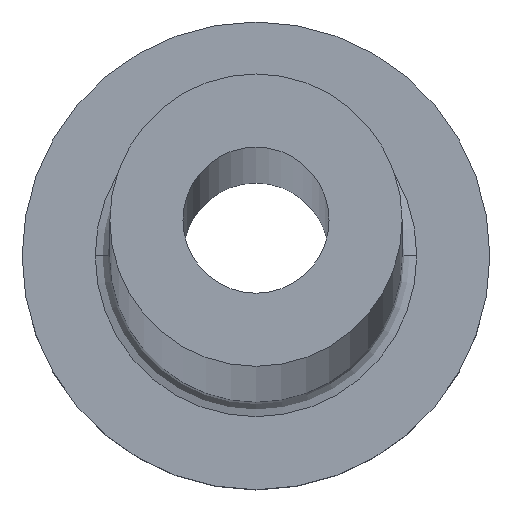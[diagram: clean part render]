
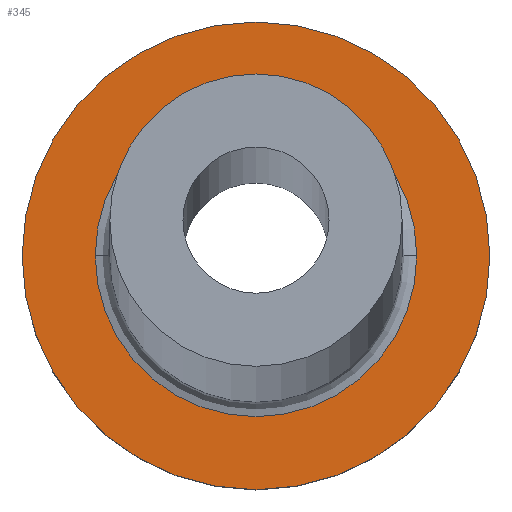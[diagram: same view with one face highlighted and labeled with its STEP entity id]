
A CAD part, top view. The second image highlights one B-rep face of the part: STEP entity #345.
In plain terms, the highlighted planar face has unit normal (0, 0, 1).
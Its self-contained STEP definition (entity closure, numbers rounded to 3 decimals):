
#4 = CIRCLE ( 'NONE', #168, 5.5 ) ;
#9 = DIRECTION ( 'NONE',  ( 1., 0., 0. ) ) ;
#22 = CIRCLE ( 'NONE', #232, 8. ) ;
#24 = CARTESIAN_POINT ( 'NONE',  ( -8., 0., 5. ) ) ;
#30 = EDGE_LOOP ( 'NONE', ( #244, #328 ) ) ;
#31 = EDGE_CURVE ( 'NONE', #180, #145, #321, .T. ) ;
#71 = VERTEX_POINT ( 'NONE', #106 ) ;
#72 = CARTESIAN_POINT ( 'NONE',  ( 0., 0., 5. ) ) ;
#83 = CARTESIAN_POINT ( 'NONE',  ( 0., 0., 5. ) ) ;
#85 = EDGE_CURVE ( 'NONE', #145, #180, #4, .T. ) ;
#103 = AXIS2_PLACEMENT_3D ( 'NONE', #72, #304, #9 ) ;
#105 = PLANE ( 'NONE',  #337 ) ;
#106 = CARTESIAN_POINT ( 'NONE',  ( 8., 0., 5. ) ) ;
#119 = ORIENTED_EDGE ( 'NONE', *, *, #31, .T. ) ;
#121 = CIRCLE ( 'NONE', #103, 8. ) ;
#131 = CARTESIAN_POINT ( 'NONE',  ( 0., 0., 5. ) ) ;
#134 = FACE_BOUND ( 'NONE', #290, .T. ) ;
#145 = VERTEX_POINT ( 'NONE', #181 ) ;
#158 = EDGE_CURVE ( 'NONE', #295, #71, #121, .T. ) ;
#168 = AXIS2_PLACEMENT_3D ( 'NONE', #83, #320, #231 ) ;
#175 = ORIENTED_EDGE ( 'NONE', *, *, #85, .T. ) ;
#179 = AXIS2_PLACEMENT_3D ( 'NONE', #131, #255, #257 ) ;
#180 = VERTEX_POINT ( 'NONE', #331 ) ;
#181 = CARTESIAN_POINT ( 'NONE',  ( 5.5, 0., 5. ) ) ;
#214 = EDGE_CURVE ( 'NONE', #71, #295, #22, .T. ) ;
#216 = DIRECTION ( 'NONE',  ( 0., 0., 1. ) ) ;
#218 = DIRECTION ( 'NONE',  ( 1., 0., 0. ) ) ;
#231 = DIRECTION ( 'NONE',  ( 1., 0., 0. ) ) ;
#232 = AXIS2_PLACEMENT_3D ( 'NONE', #364, #248, #335 ) ;
#244 = ORIENTED_EDGE ( 'NONE', *, *, #158, .T. ) ;
#248 = DIRECTION ( 'NONE',  ( 0., 0., 1. ) ) ;
#251 = FACE_OUTER_BOUND ( 'NONE', #30, .T. ) ;
#255 = DIRECTION ( 'NONE',  ( 0., 0., -1. ) ) ;
#257 = DIRECTION ( 'NONE',  ( 1., 0., 0. ) ) ;
#290 = EDGE_LOOP ( 'NONE', ( #175, #119 ) ) ;
#295 = VERTEX_POINT ( 'NONE', #24 ) ;
#304 = DIRECTION ( 'NONE',  ( 0., 0., 1. ) ) ;
#320 = DIRECTION ( 'NONE',  ( 0., 0., -1. ) ) ;
#321 = CIRCLE ( 'NONE', #179, 5.5 ) ;
#328 = ORIENTED_EDGE ( 'NONE', *, *, #214, .T. ) ;
#331 = CARTESIAN_POINT ( 'NONE',  ( -5.5, 0., 5. ) ) ;
#335 = DIRECTION ( 'NONE',  ( 1., 0., 0. ) ) ;
#337 = AXIS2_PLACEMENT_3D ( 'NONE', #365, #216, #218 ) ;
#345 = ADVANCED_FACE ( 'NONE', ( #134, #251 ), #105, .T. ) ;
#364 = CARTESIAN_POINT ( 'NONE',  ( 0., 0., 5. ) ) ;
#365 = CARTESIAN_POINT ( 'NONE',  ( 0., 0., 5. ) ) ;
